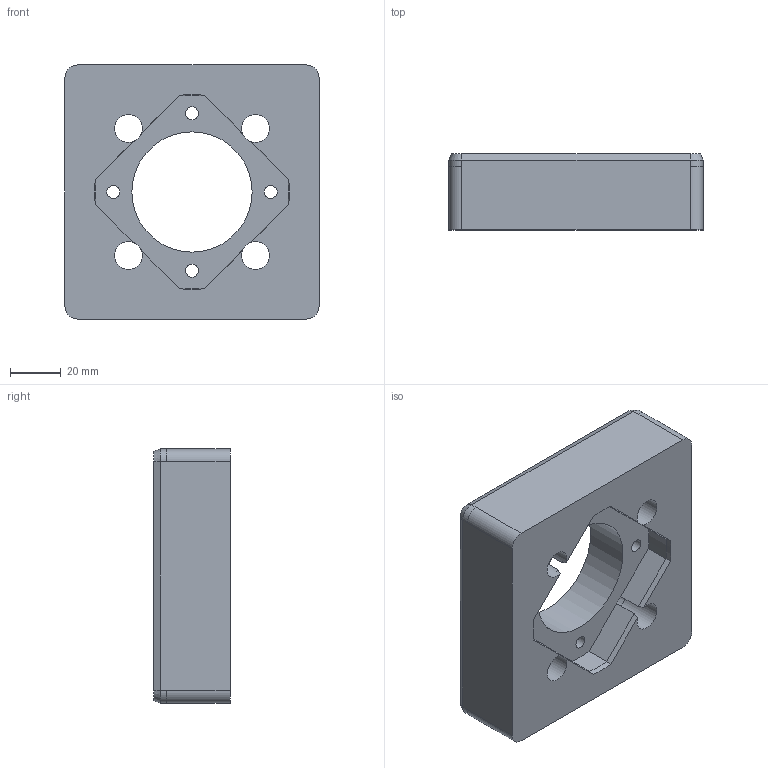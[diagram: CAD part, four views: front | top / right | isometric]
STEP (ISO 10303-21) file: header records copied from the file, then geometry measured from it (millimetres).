
FILE_DESCRIPTION(/* description */ (''),/* implementation_level */ '2;1');
FILE_NAME(/* name */ 'Linear Bearing Mount CNC.step',/* time_stamp */ '2021-11-14T14:00:13+01:00',/* author */ (''),/* organization */ (''),/* preprocessor_version */ 'ST-DEVELOPER v18.1',/* originating_system */ 'Autodesk Translation Framework v10.10.0.1391',/* authorisation */ '');
FILE_SCHEMA (('AUTOMOTIVE_DESIGN { 1 0 10303 214 3 1 1 }'));
Length unit declared in the file: millimetre
Products named in the file (1): Linear Bearing Mount CNC
Bounding box: 100 x 30 x 100 mm (x, y, z)
Volume: 203567.9 mm3; surface area: 38361.5 mm2
Topology: 1 solids, 1 shells, 64 faces, 167 edges, 106 vertices
Faces by surface type: plane 31, cylinder 25, cone 8
Full cylindrical faces by diameter (mm): 5.035 x4, 11 x4, 18 x4, 47.3 x1
Entity records: 2050 total; most frequent: CARTESIAN_POINT 362, DIRECTION 359, ORIENTED_EDGE 334, EDGE_CURVE 167, AXIS2_PLACEMENT_3D 135, VERTEX_POINT 106, LINE 89, VECTOR 89
